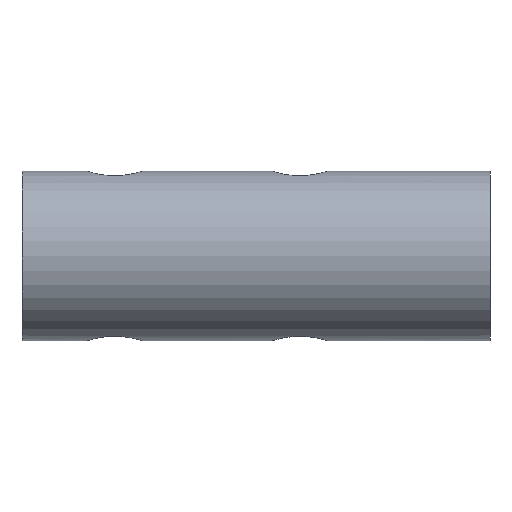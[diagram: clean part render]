
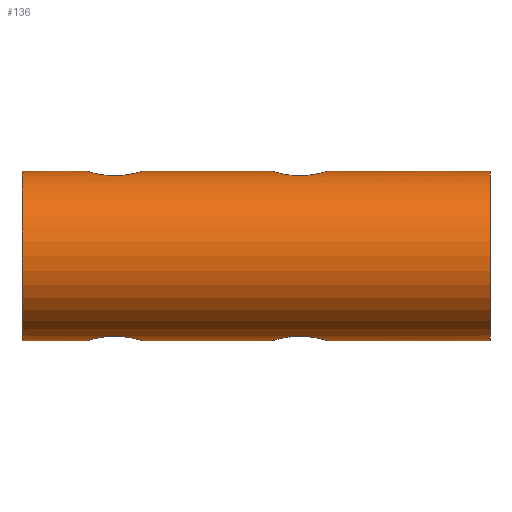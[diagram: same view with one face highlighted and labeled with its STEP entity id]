
A CAD part, top view. The second image highlights one B-rep face of the part: STEP entity #136.
In plain terms, the highlighted cylindrical face has radius 6.35 mm (diameter 12.7 mm), a full revolution.
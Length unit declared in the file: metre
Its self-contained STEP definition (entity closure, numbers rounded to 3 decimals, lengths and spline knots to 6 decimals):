
#22=B_SPLINE_CURVE_WITH_KNOTS('',3,(#199,#200,#201,#202,#203,#204,#205,
#206,#207,#208,#209),.UNSPECIFIED.,.T.,.F.,(1,1,1,1,1,1,1,1,1,1,1,1,1,1,
1),(-0.004765,-0.003177,-0.001588,0.,0.001588,
0.003177,0.004765,0.006354,0.007942,
0.009531,0.011119,0.012708,0.014296,
0.015885,0.017473),.UNSPECIFIED.);
#23=B_SPLINE_CURVE_WITH_KNOTS('',3,(#211,#212,#213,#214,#215,#216,#217,
#218,#219,#220,#221),.UNSPECIFIED.,.T.,.F.,(1,1,1,1,1,1,1,1,1,1,1,1,1,1,
1),(-0.004764,-0.003176,-0.001588,0.,0.001588,
0.003176,0.004764,0.006353,0.007941,
0.009529,0.011117,0.012705,0.014293,
0.015882,0.01747),.UNSPECIFIED.);
#24=B_SPLINE_CURVE_WITH_KNOTS('',3,(#223,#224,#225,#226,#227,#228,#229,
#230,#231,#232,#233),.UNSPECIFIED.,.T.,.F.,(1,1,1,1,1,1,1,1,1,1,1,1,1,1,
1),(-0.004765,-0.003177,-0.001588,0.,0.001588,
0.003177,0.004765,0.006354,0.007942,
0.009531,0.011119,0.012708,0.014296,
0.015885,0.017473),.UNSPECIFIED.);
#25=B_SPLINE_CURVE_WITH_KNOTS('',3,(#235,#236,#237,#238,#239,#240,#241,
#242,#243,#244,#245),.UNSPECIFIED.,.T.,.F.,(1,1,1,1,1,1,1,1,1,1,1,1,1,1,
1),(-0.004764,-0.003176,-0.001588,0.,0.001588,
0.003176,0.004764,0.006353,0.007941,
0.009529,0.011117,0.012705,0.014293,
0.015882,0.01747),.UNSPECIFIED.);
#30=ORIENTED_EDGE('',*,*,#54,.T.);
#31=ORIENTED_EDGE('',*,*,#55,.T.);
#32=ORIENTED_EDGE('',*,*,#56,.T.);
#33=ORIENTED_EDGE('',*,*,#57,.T.);
#34=ORIENTED_EDGE('',*,*,#58,.T.);
#35=ORIENTED_EDGE('',*,*,#59,.F.);
#54=EDGE_CURVE('',#66,#66,#78,.T.);
#55=EDGE_CURVE('',#67,#67,#22,.T.);
#56=EDGE_CURVE('',#68,#68,#23,.T.);
#57=EDGE_CURVE('',#69,#69,#24,.T.);
#58=EDGE_CURVE('',#70,#70,#25,.T.);
#59=EDGE_CURVE('',#71,#71,#79,.T.);
#66=VERTEX_POINT('',#198);
#67=VERTEX_POINT('',#210);
#68=VERTEX_POINT('',#222);
#69=VERTEX_POINT('',#234);
#70=VERTEX_POINT('',#246);
#71=VERTEX_POINT('',#248);
#78=CIRCLE('',#158,0.00635);
#79=CIRCLE('',#159,0.00635);
#82=EDGE_LOOP('',(#30));
#83=EDGE_LOOP('',(#31));
#84=EDGE_LOOP('',(#32));
#85=EDGE_LOOP('',(#33));
#86=EDGE_LOOP('',(#34));
#87=EDGE_LOOP('',(#35));
#106=FACE_BOUND('',#82,.T.);
#107=FACE_BOUND('',#83,.T.);
#108=FACE_BOUND('',#84,.T.);
#109=FACE_BOUND('',#85,.T.);
#110=FACE_BOUND('',#86,.T.);
#111=FACE_BOUND('',#87,.T.);
#130=CYLINDRICAL_SURFACE('',#157,0.00635);
#136=ADVANCED_FACE('',(#106,#107,#108,#109,#110,#111),#130,.T.);
#157=AXIS2_PLACEMENT_3D('',#196,#171,#172);
#158=AXIS2_PLACEMENT_3D('',#197,#173,#174);
#159=AXIS2_PLACEMENT_3D('',#247,#175,#176);
#171=DIRECTION('',(-1.,0.,0.));
#172=DIRECTION('',(0.,-1.,0.));
#173=DIRECTION('',(-1.,0.,0.));
#174=DIRECTION('',(0.,-1.,0.));
#175=DIRECTION('',(-1.,0.,0.));
#176=DIRECTION('',(0.,0.,1.));
#196=CARTESIAN_POINT('',(0.053542,-0.176801,0.0335));
#197=CARTESIAN_POINT('',(-0.047192,-0.176801,0.0335));
#198=CARTESIAN_POINT('',(-0.047192,-0.183151,0.0335));
#199=CARTESIAN_POINT('',(-0.059898,-0.18299,0.035084));
#200=CARTESIAN_POINT('',(-0.059241,-0.183231,0.0335));
#201=CARTESIAN_POINT('',(-0.059899,-0.18299,0.031917));
#202=CARTESIAN_POINT('',(-0.061477,-0.182737,0.031263));
#203=CARTESIAN_POINT('',(-0.063063,-0.182991,0.031918));
#204=CARTESIAN_POINT('',(-0.063717,-0.183231,0.033499));
#205=CARTESIAN_POINT('',(-0.063063,-0.182991,0.035082));
#206=CARTESIAN_POINT('',(-0.06148,-0.182737,0.035738));
#207=CARTESIAN_POINT('',(-0.059898,-0.18299,0.035084));
#208=CARTESIAN_POINT('',(-0.059241,-0.183231,0.0335));
#209=CARTESIAN_POINT('',(-0.059899,-0.18299,0.031917));
#210=CARTESIAN_POINT('',(-0.05946,-0.183151,0.0335));
#211=CARTESIAN_POINT('',(-0.063604,-0.170417,0.034204));
#212=CARTESIAN_POINT('',(-0.063472,-0.170468,0.03248));
#213=CARTESIAN_POINT('',(-0.062181,-0.170815,0.031376));
#214=CARTESIAN_POINT('',(-0.060463,-0.170759,0.031507));
#215=CARTESIAN_POINT('',(-0.059355,-0.170417,0.032797));
#216=CARTESIAN_POINT('',(-0.059487,-0.170468,0.034519));
#217=CARTESIAN_POINT('',(-0.060775,-0.170814,0.035624));
#218=CARTESIAN_POINT('',(-0.062499,-0.170759,0.035493));
#219=CARTESIAN_POINT('',(-0.063604,-0.170417,0.034204));
#220=CARTESIAN_POINT('',(-0.063472,-0.170468,0.03248));
#221=CARTESIAN_POINT('',(-0.062181,-0.170815,0.031376));
#222=CARTESIAN_POINT('',(-0.063279,-0.170517,0.032584));
#223=CARTESIAN_POINT('',(-0.073789,-0.18299,0.035084));
#224=CARTESIAN_POINT('',(-0.073132,-0.183231,0.0335));
#225=CARTESIAN_POINT('',(-0.073789,-0.18299,0.031917));
#226=CARTESIAN_POINT('',(-0.075368,-0.182737,0.031263));
#227=CARTESIAN_POINT('',(-0.076953,-0.182991,0.031918));
#228=CARTESIAN_POINT('',(-0.077608,-0.183231,0.033499));
#229=CARTESIAN_POINT('',(-0.076953,-0.182991,0.035082));
#230=CARTESIAN_POINT('',(-0.07537,-0.182737,0.035738));
#231=CARTESIAN_POINT('',(-0.073789,-0.18299,0.035084));
#232=CARTESIAN_POINT('',(-0.073132,-0.183231,0.0335));
#233=CARTESIAN_POINT('',(-0.073789,-0.18299,0.031917));
#234=CARTESIAN_POINT('',(-0.073351,-0.183151,0.0335));
#235=CARTESIAN_POINT('',(-0.077494,-0.170417,0.034204));
#236=CARTESIAN_POINT('',(-0.077363,-0.170468,0.03248));
#237=CARTESIAN_POINT('',(-0.076072,-0.170815,0.031376));
#238=CARTESIAN_POINT('',(-0.074353,-0.170759,0.031507));
#239=CARTESIAN_POINT('',(-0.073245,-0.170417,0.032797));
#240=CARTESIAN_POINT('',(-0.073378,-0.170468,0.034519));
#241=CARTESIAN_POINT('',(-0.074666,-0.170814,0.035624));
#242=CARTESIAN_POINT('',(-0.076389,-0.170759,0.035493));
#243=CARTESIAN_POINT('',(-0.077494,-0.170417,0.034204));
#244=CARTESIAN_POINT('',(-0.077363,-0.170468,0.03248));
#245=CARTESIAN_POINT('',(-0.076072,-0.170815,0.031376));
#246=CARTESIAN_POINT('',(-0.077169,-0.170517,0.032584));
#247=CARTESIAN_POINT('',(-0.082315,-0.176801,0.0335));
#248=CARTESIAN_POINT('',(-0.082315,-0.176801,0.03985));
